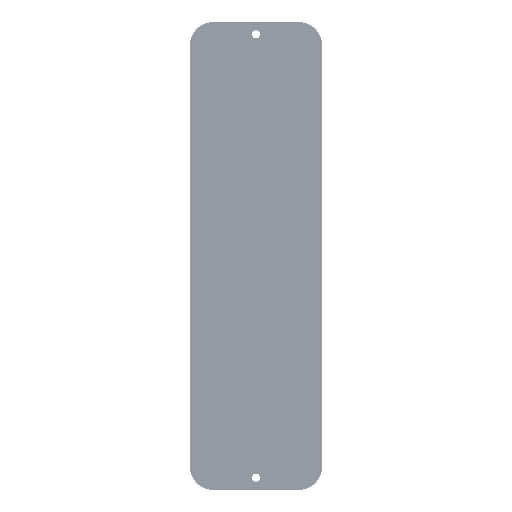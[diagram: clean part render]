
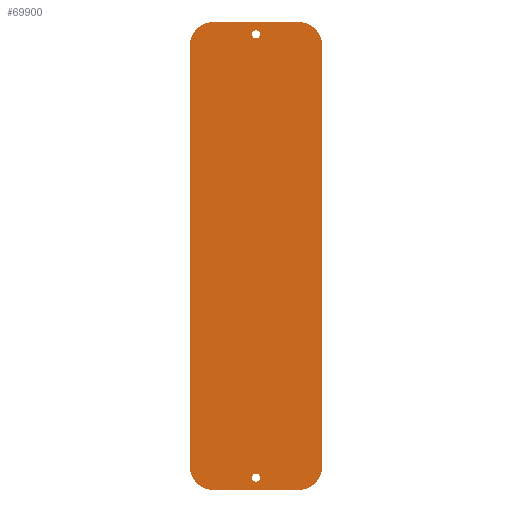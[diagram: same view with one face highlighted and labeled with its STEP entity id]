
A CAD part, front view. The second image highlights one B-rep face of the part: STEP entity #69900.
In plain terms, the highlighted planar face has unit normal (0, -1, 0).
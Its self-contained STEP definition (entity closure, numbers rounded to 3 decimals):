
#1=CARTESIAN_POINT('',(-24.,0.,-217.));
#2=DIRECTION('',(0.,1.,0.));
#3=DIRECTION('',(0.,0.,-1.));
#4=AXIS2_PLACEMENT_3D('',#1,#2,#3);
#6=DIRECTION('',(0.,0.,1.));
#7=VECTOR('',#6,236.);
#8=CARTESIAN_POINT('',(-36.957,0.,-217.));
#9=LINE('',#8,#7);
#10=CARTESIAN_POINT('',(-24.,0.,19.));
#11=DIRECTION('',(0.,1.,0.));
#12=DIRECTION('',(-1.,0.,0.));
#13=AXIS2_PLACEMENT_3D('',#10,#11,#12);
#15=DIRECTION('',(1.,0.,0.));
#16=VECTOR('',#15,48.);
#17=CARTESIAN_POINT('',(-24.,0.,31.957));
#18=LINE('',#17,#16);
#19=CARTESIAN_POINT('',(24.,0.,19.));
#20=DIRECTION('',(0.,1.,0.));
#21=DIRECTION('',(0.,0.,1.));
#22=AXIS2_PLACEMENT_3D('',#19,#20,#21);
#24=DIRECTION('',(0.,0.,-1.));
#25=VECTOR('',#24,236.);
#26=CARTESIAN_POINT('',(36.957,0.,19.));
#27=LINE('',#26,#25);
#28=CARTESIAN_POINT('',(24.,0.,-217.));
#29=DIRECTION('',(0.,1.,0.));
#30=DIRECTION('',(1.,0.,0.));
#31=AXIS2_PLACEMENT_3D('',#28,#29,#30);
#33=DIRECTION('',(-1.,0.,0.));
#34=VECTOR('',#33,48.);
#35=CARTESIAN_POINT('',(24.,0.,-229.957));
#36=LINE('',#35,#34);
#37=CARTESIAN_POINT('',(0.,0.,25.));
#38=DIRECTION('',(0.,-1.,0.));
#39=DIRECTION('',(0.,0.,-1.));
#40=AXIS2_PLACEMENT_3D('',#37,#38,#39);
#42=CARTESIAN_POINT('',(0.,0.,25.));
#43=DIRECTION('',(0.,-1.,0.));
#44=DIRECTION('',(0.,0.,1.));
#45=AXIS2_PLACEMENT_3D('',#42,#43,#44);
#47=CARTESIAN_POINT('',(0.,0.,-223.));
#48=DIRECTION('',(0.,-1.,0.));
#49=DIRECTION('',(0.,0.,-1.));
#50=AXIS2_PLACEMENT_3D('',#47,#48,#49);
#52=CARTESIAN_POINT('',(0.,0.,-223.));
#53=DIRECTION('',(0.,-1.,0.));
#54=DIRECTION('',(0.,0.,1.));
#55=AXIS2_PLACEMENT_3D('',#52,#53,#54);
#61169=CARTESIAN_POINT('',(-36.957,0.,-217.));
#61170=CARTESIAN_POINT('',(-36.957,0.,19.));
#61171=VERTEX_POINT('',#61169);
#61172=VERTEX_POINT('',#61170);
#61173=CARTESIAN_POINT('',(-24.,0.,31.957));
#61174=CARTESIAN_POINT('',(24.,0.,31.957));
#61175=VERTEX_POINT('',#61173);
#61176=VERTEX_POINT('',#61174);
#61177=CARTESIAN_POINT('',(36.957,0.,19.));
#61178=CARTESIAN_POINT('',(36.957,0.,-217.));
#61179=VERTEX_POINT('',#61177);
#61180=VERTEX_POINT('',#61178);
#61181=CARTESIAN_POINT('',(24.,0.,-229.957));
#61182=CARTESIAN_POINT('',(-24.,0.,-229.957));
#61183=VERTEX_POINT('',#61181);
#61184=VERTEX_POINT('',#61182);
#61193=CARTESIAN_POINT('',(0.,0.,22.75));
#61194=CARTESIAN_POINT('',(0.,0.,27.25));
#61195=VERTEX_POINT('',#61193);
#61196=VERTEX_POINT('',#61194);
#61197=CARTESIAN_POINT('',(0.,0.,-225.25));
#61198=CARTESIAN_POINT('',(0.,0.,-220.75));
#61199=VERTEX_POINT('',#61197);
#61200=VERTEX_POINT('',#61198);
#69865=CARTESIAN_POINT('',(0.,0.,0.));
#69866=DIRECTION('',(0.,1.,0.));
#69867=DIRECTION('',(1.,0.,0.));
#69868=AXIS2_PLACEMENT_3D('',#69865,#69866,#69867);
#69869=PLANE('',#69868);
#69871=ORIENTED_EDGE('',*,*,#69870,.T.);
#69873=ORIENTED_EDGE('',*,*,#69872,.T.);
#69875=ORIENTED_EDGE('',*,*,#69874,.T.);
#69877=ORIENTED_EDGE('',*,*,#69876,.T.);
#69879=ORIENTED_EDGE('',*,*,#69878,.T.);
#69881=ORIENTED_EDGE('',*,*,#69880,.T.);
#69883=ORIENTED_EDGE('',*,*,#69882,.T.);
#69885=ORIENTED_EDGE('',*,*,#69884,.T.);
#69886=EDGE_LOOP('',(#69871,#69873,#69875,#69877,#69879,#69881,#69883,#69885));
#69887=FACE_OUTER_BOUND('',#69886,.F.);
#69889=ORIENTED_EDGE('',*,*,#69888,.T.);
#69891=ORIENTED_EDGE('',*,*,#69890,.T.);
#69892=EDGE_LOOP('',(#69889,#69891));
#69893=FACE_BOUND('',#69892,.F.);
#69895=ORIENTED_EDGE('',*,*,#69894,.T.);
#69897=ORIENTED_EDGE('',*,*,#69896,.T.);
#69898=EDGE_LOOP('',(#69895,#69897));
#69899=FACE_BOUND('',#69898,.F.);
#69900=ADVANCED_FACE('',(#69887,#69893,#69899),#69869,.F.);
#5=CIRCLE('',#4,12.957);
#14=CIRCLE('',#13,12.957);
#23=CIRCLE('',#22,12.957);
#32=CIRCLE('',#31,12.957);
#41=CIRCLE('',#40,2.25);
#46=CIRCLE('',#45,2.25);
#51=CIRCLE('',#50,2.25);
#56=CIRCLE('',#55,2.25);
#69870=EDGE_CURVE('',#61184,#61171,#5,.T.);
#69872=EDGE_CURVE('',#61171,#61172,#9,.T.);
#69874=EDGE_CURVE('',#61172,#61175,#14,.T.);
#69876=EDGE_CURVE('',#61175,#61176,#18,.T.);
#69878=EDGE_CURVE('',#61176,#61179,#23,.T.);
#69880=EDGE_CURVE('',#61179,#61180,#27,.T.);
#69882=EDGE_CURVE('',#61180,#61183,#32,.T.);
#69884=EDGE_CURVE('',#61183,#61184,#36,.T.);
#69888=EDGE_CURVE('',#61195,#61196,#41,.T.);
#69890=EDGE_CURVE('',#61196,#61195,#46,.T.);
#69894=EDGE_CURVE('',#61199,#61200,#51,.T.);
#69896=EDGE_CURVE('',#61200,#61199,#56,.T.);
